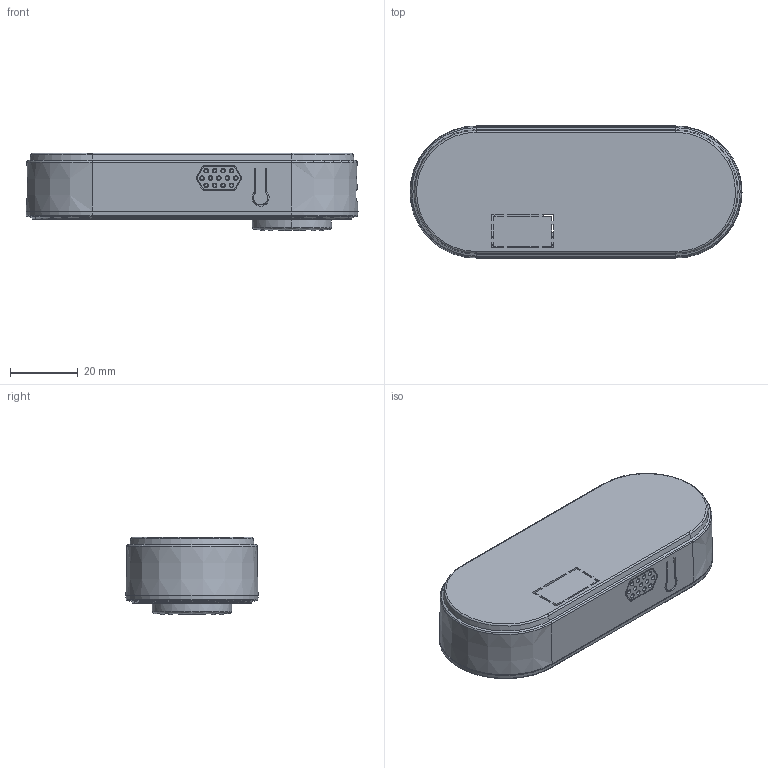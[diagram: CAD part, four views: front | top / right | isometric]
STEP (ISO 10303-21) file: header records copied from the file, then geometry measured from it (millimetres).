
FILE_DESCRIPTION((''),'2;1');
FILE_NAME('ZIPPY_SHELL06_ASM_ASM','2023-02-14T09:27:56',('HR'),(''),'CREO PARAMETRIC BY PTC INC, 2019010','CREO PARAMETRIC BY PTC INC, 2019010','');
FILE_SCHEMA(('AUTOMOTIVE_DESIGN { 1 0 10303 214 1 1 1 1 }'));
Length unit declared in the file: millimetre
Products named in the file (13): 066_T-EMBED_COV-A5_3; 067_T-EMBED_COV-B5_5; 068_T-EMBED_COV-C5_1; 069_T-EMBED_COV-D5_2; T-ENCODER-PCB00_1; ZIPPY_00_1; T_ENCODER_COV-A2_1; T_ENCODER_COV-B2_1; ZIPPY_SHELL02_ASM_1_ASM; 068_T-EMBED_COV-C5_1_1_2; T-EMBED_COV_4; ZIPPY_SHELL06_ASM_13_ASM; ZIPPY_SHELL06_ASM_ASM
Assembly tree (12 placements, depth 4):
  ZIPPY_SHELL06_ASM_ASM
    ZIPPY_SHELL06_ASM_13_ASM
      066_T-EMBED_COV-A5_3
      067_T-EMBED_COV-B5_5
      068_T-EMBED_COV-C5_1
      069_T-EMBED_COV-D5_2
      ZIPPY_SHELL02_ASM_1_ASM
        T-ENCODER-PCB00_1
        ZIPPY_00_1
        T_ENCODER_COV-A2_1
        T_ENCODER_COV-B2_1
      068_T-EMBED_COV-C5_1_1_2
      T-EMBED_COV_4
Bounding box: 98 x 39 x 22.85 mm (x, y, z)
Volume: 22934.2 mm3; surface area: 33154.1 mm2
Topology: 10 solids, 10 shells, 1111 faces, 3235 edges, 2150 vertices
Faces by surface type: plane 604, cylinder 194, cone 172, bspline 50, torus 43, sphere 28, extrusion 14, revolution 6
Entity records: 46932 total; most frequent: CARTESIAN_POINT 11754, ORIENTED_EDGE 6394, DIRECTION 5606, EDGE_CURVE 3197, VERTEX_POINT 2150, AXIS2_PLACEMENT_3D 1879, VECTOR 1842, LINE 1828
